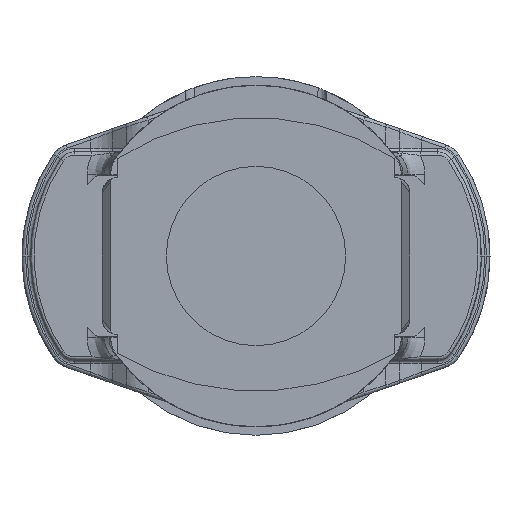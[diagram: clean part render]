
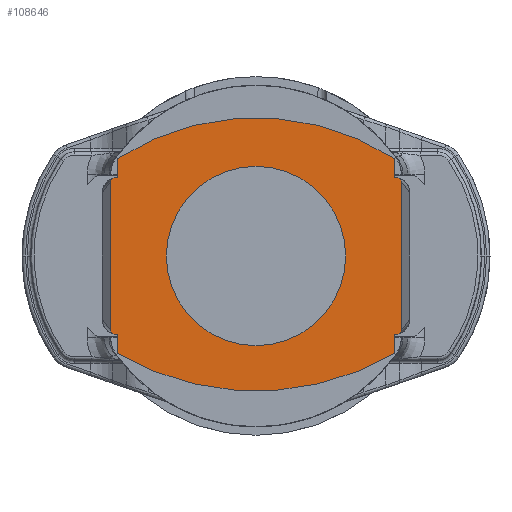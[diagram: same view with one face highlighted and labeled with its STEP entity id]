
A CAD part, front view. The second image highlights one B-rep face of the part: STEP entity #108646.
In plain terms, the highlighted face is planar.
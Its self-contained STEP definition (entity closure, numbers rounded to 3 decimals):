
#43495=CARTESIAN_POINT('',(-4.694,0.129,-8.275));
#43496=VERTEX_POINT('',#43495);
#43513=CARTESIAN_POINT('',(-4.694,0.129,-8.072));
#43514=VERTEX_POINT('',#43513);
#43521=CARTESIAN_POINT('',(-4.694,0.129,-8.072));
#43522=DIRECTION('',(0.,0.,-1.));
#43523=VECTOR('',#43522,0.202);
#43524=LINE('',#43521,#43523);
#43525=EDGE_CURVE('',#43514,#43496,#43524,.T.);
#48767=CARTESIAN_POINT('',(-4.694,10.405,-8.072));
#48768=VERTEX_POINT('',#48767);
#48775=CARTESIAN_POINT('',(-4.694,10.405,8.127));
#48776=VERTEX_POINT('',#48775);
#48777=CARTESIAN_POINT('',(-4.694,-2.083,0.027));
#48778=DIRECTION('',(-1.,0.,0.));
#48779=DIRECTION('',(0.,0.,-1.));
#48780=AXIS2_PLACEMENT_3D('',#48777,#48778,#48779);
#48781=CIRCLE('',#48780,14.885);
#48782=EDGE_CURVE('',#48776,#48768,#48781,.T.);
#70319=CARTESIAN_POINT('',(-4.694,9.079,8.527));
#70320=VERTEX_POINT('',#70319);
#70327=CARTESIAN_POINT('',(-4.694,0.329,8.527));
#70328=VERTEX_POINT('',#70327);
#70329=CARTESIAN_POINT('',(-4.694,9.079,8.527));
#70330=DIRECTION('',(-0.,-1.,-0.));
#70331=VECTOR('',#70330,8.75);
#70332=LINE('',#70329,#70331);
#70333=EDGE_CURVE('',#70320,#70328,#70332,.T.);
#71630=CARTESIAN_POINT('',(-4.694,9.279,-8.275));
#71631=VERTEX_POINT('',#71630);
#71638=CARTESIAN_POINT('',(-4.694,9.279,-8.072));
#71639=VERTEX_POINT('',#71638);
#71640=CARTESIAN_POINT('',(-4.694,9.279,-8.275));
#71641=DIRECTION('',(-0.,-0.,1.));
#71642=VECTOR('',#71641,0.202);
#71643=LINE('',#71640,#71642);
#71644=EDGE_CURVE('',#71631,#71639,#71643,.T.);
#72843=CARTESIAN_POINT('',(-4.694,9.279,8.127));
#72844=VERTEX_POINT('',#72843);
#72845=CARTESIAN_POINT('',(-4.694,9.279,8.127));
#72846=DIRECTION('',(0.,1.,0.));
#72847=VECTOR('',#72846,1.126);
#72848=LINE('',#72845,#72847);
#72849=EDGE_CURVE('',#72844,#48776,#72848,.T.);
#74096=CARTESIAN_POINT('',(-4.694,4.704,5.277));
#74097=VERTEX_POINT('',#74096);
#74104=CARTESIAN_POINT('',(-4.694,4.704,-5.223));
#74105=VERTEX_POINT('',#74104);
#74106=CARTESIAN_POINT('',(-4.694,4.704,0.027));
#74107=DIRECTION('',(-1.,0.,0.));
#74108=DIRECTION('',(0.,0.,-1.));
#74109=AXIS2_PLACEMENT_3D('',#74106,#74107,#74108);
#74110=CIRCLE('',#74109,5.25);
#74111=EDGE_CURVE('',#74097,#74105,#74110,.T.);
#74966=CARTESIAN_POINT('',(-4.694,9.279,8.33));
#74967=VERTEX_POINT('',#74966);
#74974=CARTESIAN_POINT('',(-4.694,9.078,8.328));
#74975=DIRECTION('',(1.,-0.,0.));
#74976=DIRECTION('',(0.,0.97,0.241));
#74977=AXIS2_PLACEMENT_3D('',#74974,#74975,#74976);
#74978=ELLIPSE('',#74977,0.201,0.199);
#74979=EDGE_CURVE('',#74967,#70320,#74978,.T.);
#75492=CARTESIAN_POINT('',(-4.694,9.279,8.329));
#75493=VERTEX_POINT('',#75492);
#75502=CARTESIAN_POINT('',(-4.694,9.279,8.127));
#75503=DIRECTION('',(0.,-0.,1.));
#75504=VECTOR('',#75503,0.202);
#75505=LINE('',#75502,#75504);
#75506=EDGE_CURVE('',#72844,#75493,#75505,.T.);
#77525=CARTESIAN_POINT('',(-4.694,-0.997,8.127));
#77526=VERTEX_POINT('',#77525);
#77533=CARTESIAN_POINT('',(-4.694,-0.997,-8.072));
#77534=VERTEX_POINT('',#77533);
#77535=CARTESIAN_POINT('',(-4.694,12.801,0.027));
#77536=DIRECTION('',(1.,-0.,-0.));
#77537=DIRECTION('',(0.,0.,-1.));
#77538=AXIS2_PLACEMENT_3D('',#77535,#77536,#77537);
#77539=CIRCLE('',#77538,16.);
#77540=EDGE_CURVE('',#77526,#77534,#77539,.T.);
#86992=CARTESIAN_POINT('',(-4.694,0.129,8.329));
#86993=VERTEX_POINT('',#86992);
#87000=CARTESIAN_POINT('',(-4.694,0.129,8.127));
#87001=VERTEX_POINT('',#87000);
#87002=CARTESIAN_POINT('',(-4.694,0.129,8.329));
#87003=DIRECTION('',(-0.,0.,-1.));
#87004=VECTOR('',#87003,0.202);
#87005=LINE('',#87002,#87004);
#87006=EDGE_CURVE('',#86993,#87001,#87005,.T.);
#88521=CARTESIAN_POINT('',(-4.694,10.405,-8.072));
#88522=DIRECTION('',(-0.,-1.,-0.));
#88523=VECTOR('',#88522,1.126);
#88524=LINE('',#88521,#88523);
#88525=EDGE_CURVE('',#48768,#71639,#88524,.T.);
#94464=CARTESIAN_POINT('',(-4.694,0.129,-8.072));
#94465=DIRECTION('',(-0.,-1.,-0.));
#94466=VECTOR('',#94465,1.126);
#94467=LINE('',#94464,#94466);
#94468=EDGE_CURVE('',#43514,#77534,#94467,.T.);
#97798=CARTESIAN_POINT('',(-4.694,0.129,-8.276));
#97799=VERTEX_POINT('',#97798);
#97806=CARTESIAN_POINT('',(-4.694,0.329,-8.473));
#97807=VERTEX_POINT('',#97806);
#97808=CARTESIAN_POINT('',(-4.694,0.33,-8.274));
#97809=DIRECTION('',(1.,-0.,-0.));
#97810=DIRECTION('',(0.,0.97,0.241));
#97811=AXIS2_PLACEMENT_3D('',#97808,#97809,#97810);
#97812=ELLIPSE('',#97811,0.201,0.199);
#97813=EDGE_CURVE('',#97799,#97807,#97812,.T.);
#98950=CARTESIAN_POINT('',(-4.694,-0.997,8.127));
#98951=DIRECTION('',(0.,1.,0.));
#98952=VECTOR('',#98951,1.126);
#98953=LINE('',#98950,#98952);
#98954=EDGE_CURVE('',#77526,#87001,#98953,.T.);
#105229=CARTESIAN_POINT('',(-4.694,9.079,-8.473));
#105230=VERTEX_POINT('',#105229);
#105231=CARTESIAN_POINT('',(-4.694,9.079,-8.473));
#105232=DIRECTION('',(-0.,-1.,-0.));
#105233=VECTOR('',#105232,8.75);
#105234=LINE('',#105231,#105233);
#105235=EDGE_CURVE('',#105230,#97807,#105234,.T.);
#108581=CARTESIAN_POINT('',(-4.694,-2.646,3.252));
#108582=DIRECTION('',(1.,-0.,-0.));
#108583=DIRECTION('',(0.,1.,0.));
#108584=AXIS2_PLACEMENT_3D('',#108581,#108582,#108583);
#108585=PLANE('',#108584);
#108586=ORIENTED_EDGE('',*,*,#94468,.T.);
#108587=ORIENTED_EDGE('',*,*,#77540,.F.);
#108588=ORIENTED_EDGE('',*,*,#98954,.T.);
#108589=ORIENTED_EDGE('',*,*,#87006,.F.);
#108590=CARTESIAN_POINT('',(-4.694,0.33,8.328));
#108591=DIRECTION('',(1.,-0.,-0.));
#108592=DIRECTION('',(0.,0.97,-0.241));
#108593=AXIS2_PLACEMENT_3D('',#108590,#108591,#108592);
#108594=ELLIPSE('',#108593,0.201,0.199);
#108595=EDGE_CURVE('',#70328,#86993,#108594,.T.);
#108596=ORIENTED_EDGE('',*,*,#108595,.F.);
#108597=ORIENTED_EDGE('',*,*,#70333,.F.);
#108598=ORIENTED_EDGE('',*,*,#74979,.F.);
#108599=CARTESIAN_POINT('',(-4.694,9.078,8.328));
#108600=DIRECTION('',(1.,-0.,0.));
#108601=DIRECTION('',(0.,0.97,0.241));
#108602=AXIS2_PLACEMENT_3D('',#108599,#108600,#108601);
#108603=ELLIPSE('',#108602,0.201,0.199);
#108604=EDGE_CURVE('',#75493,#74967,#108603,.T.);
#108605=ORIENTED_EDGE('',*,*,#108604,.F.);
#108606=ORIENTED_EDGE('',*,*,#75506,.F.);
#108607=ORIENTED_EDGE('',*,*,#72849,.T.);
#108608=ORIENTED_EDGE('',*,*,#48782,.T.);
#108609=ORIENTED_EDGE('',*,*,#88525,.T.);
#108610=ORIENTED_EDGE('',*,*,#71644,.F.);
#108611=CARTESIAN_POINT('',(-4.694,9.079,-8.473));
#108612=CARTESIAN_POINT('',(-4.694,9.114,-8.473));
#108613=CARTESIAN_POINT('',(-4.694,9.149,-8.466));
#108614=CARTESIAN_POINT('',(-4.694,9.182,-8.452));
#108615=CARTESIAN_POINT('',(-4.694,9.212,-8.432));
#108616=CARTESIAN_POINT('',(-4.694,9.238,-8.407));
#108617=CARTESIAN_POINT('',(-4.694,9.258,-8.377));
#108618=CARTESIAN_POINT('',(-4.694,9.272,-8.344));
#108619=CARTESIAN_POINT('',(-4.694,9.279,-8.309));
#108620=CARTESIAN_POINT('',(-4.694,9.279,-8.275));
#108621=B_SPLINE_CURVE_WITH_KNOTS('',9,(#108611,#108612,#108613,#108614,#108615,#108616,#108617,#108618,#108619,#108620),.UNSPECIFIED.,.F.,.F.,(10,10),(4.959,6.524),.UNSPECIFIED.);
#108622=EDGE_CURVE('',#105230,#71631,#108621,.T.);
#108623=ORIENTED_EDGE('',*,*,#108622,.F.);
#108624=ORIENTED_EDGE('',*,*,#105235,.T.);
#108625=ORIENTED_EDGE('',*,*,#97813,.F.);
#108626=CARTESIAN_POINT('',(-4.694,0.33,-8.274));
#108627=DIRECTION('',(1.,-0.,-0.));
#108628=DIRECTION('',(0.,0.97,0.241));
#108629=AXIS2_PLACEMENT_3D('',#108626,#108627,#108628);
#108630=ELLIPSE('',#108629,0.201,0.199);
#108631=EDGE_CURVE('',#43496,#97799,#108630,.T.);
#108632=ORIENTED_EDGE('',*,*,#108631,.F.);
#108633=ORIENTED_EDGE('',*,*,#43525,.F.);
#108634=EDGE_LOOP('',(#108586,#108587,#108588,#108589,#108596,#108597,#108598,#108605,#108606,#108607,#108608,#108609,#108610,#108623,#108624,#108625,#108632,#108633));
#108635=FACE_BOUND('',#108634,.T.);
#108636=ORIENTED_EDGE('',*,*,#74111,.F.);
#108637=CARTESIAN_POINT('',(-4.694,4.704,0.027));
#108638=DIRECTION('',(-1.,0.,0.));
#108639=DIRECTION('',(0.,0.,-1.));
#108640=AXIS2_PLACEMENT_3D('',#108637,#108638,#108639);
#108641=CIRCLE('',#108640,5.25);
#108642=EDGE_CURVE('',#74105,#74097,#108641,.T.);
#108643=ORIENTED_EDGE('',*,*,#108642,.F.);
#108644=EDGE_LOOP('',(#108636,#108643));
#108645=FACE_BOUND('',#108644,.T.);
#108646=ADVANCED_FACE('',(#108635,#108645),#108585,.F.);
